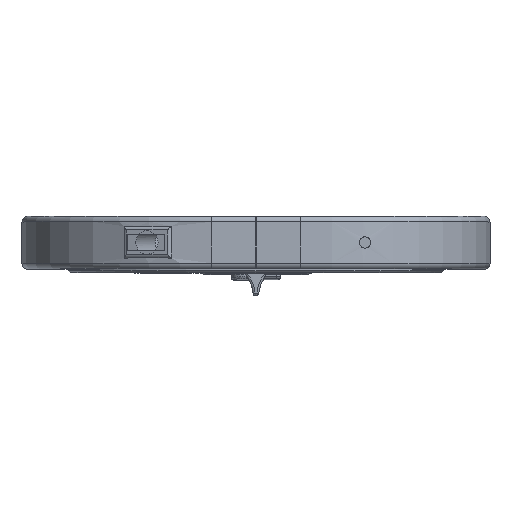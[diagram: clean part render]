
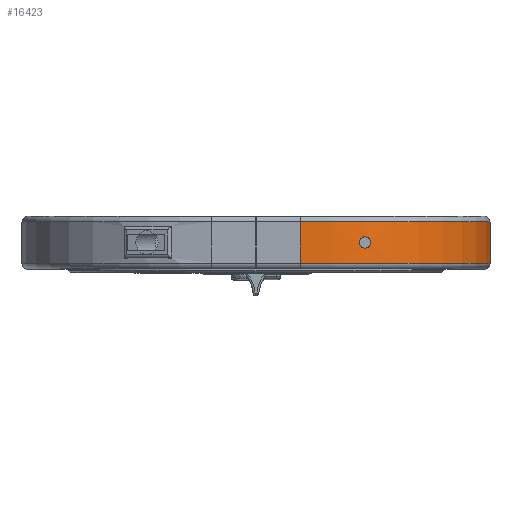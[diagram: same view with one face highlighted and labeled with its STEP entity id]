
A CAD part, top view. The second image highlights one B-rep face of the part: STEP entity #16423.
In plain terms, the highlighted cylindrical face has radius 100.8 mm (diameter 201.6 mm), a partial arc.
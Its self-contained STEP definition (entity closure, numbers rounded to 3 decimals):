
#176=FACE_BOUND('',#5458,.T.);
#1408=LINE('',#27302,#2827);
#1412=LINE('',#27311,#2831);
#2827=VECTOR('',#20658,1000.);
#2831=VECTOR('',#20664,1000.);
#3850=CYLINDRICAL_SURFACE('',#17842,100.8);
#4439=FACE_OUTER_BOUND('',#5457,.T.);
#5457=EDGE_LOOP('',(#13078,#13079,#13080,#13081));
#5458=EDGE_LOOP('',(#13082));
#6202=B_SPLINE_CURVE_WITH_KNOTS('',3,(#27191,#27192,#27193,#27194,#27195,
#27196,#27197,#27198,#27199,#27200,#27201,#27202,#27203,#27204,#27205,#27206,
#27207,#27208,#27209,#27210,#27211,#27212,#27213,#27214,#27215,#27216,#27217,
#27218,#27219,#27220,#27221,#27222,#27223,#27224),.UNSPECIFIED.,.T.,.F.,
(4,2,2,2,2,2,2,2,2,2,2,2,2,2,2,2,4),(0.,0.114,0.229,
0.347,0.465,0.587,0.708,
0.821,0.933,1.046,1.159,1.28,
1.401,1.521,1.641,1.754,1.867),
 .UNSPECIFIED.);
#6731=CIRCLE('',#17843,100.8);
#6732=CIRCLE('',#17844,100.8);
#7684=VERTEX_POINT('',#27190);
#7710=VERTEX_POINT('',#27299);
#7711=VERTEX_POINT('',#27301);
#7714=VERTEX_POINT('',#27308);
#7715=VERTEX_POINT('',#27310);
#9572=EDGE_CURVE('',#7684,#7684,#6202,.T.);
#9610=EDGE_CURVE('',#7711,#7710,#1408,.T.);
#9614=EDGE_CURVE('',#7714,#7715,#1412,.T.);
#9700=EDGE_CURVE('',#7714,#7711,#6731,.T.);
#9701=EDGE_CURVE('',#7710,#7715,#6732,.T.);
#13078=ORIENTED_EDGE('',*,*,#9614,.F.);
#13079=ORIENTED_EDGE('',*,*,#9700,.T.);
#13080=ORIENTED_EDGE('',*,*,#9610,.T.);
#13081=ORIENTED_EDGE('',*,*,#9701,.T.);
#13082=ORIENTED_EDGE('',*,*,#9572,.T.);
#16423=ADVANCED_FACE('',(#4439,#176),#3850,.T.);
#17842=AXIS2_PLACEMENT_3D('',#27476,#20822,#20823);
#17843=AXIS2_PLACEMENT_3D('',#27477,#20824,#20825);
#17844=AXIS2_PLACEMENT_3D('',#27478,#20826,#20827);
#20658=DIRECTION('',(0.,-1.,0.));
#20664=DIRECTION('',(0.,-1.,0.));
#20822=DIRECTION('center_axis',(0.,-1.,0.));
#20823=DIRECTION('ref_axis',(0.,0.,-1.));
#20824=DIRECTION('center_axis',(0.,-1.,0.));
#20825=DIRECTION('ref_axis',(0.,0.,1.));
#20826=DIRECTION('center_axis',(0.,1.,0.));
#20827=DIRECTION('ref_axis',(0.,0.,1.));
#27190=CARTESIAN_POINT('',(-54.817,14.,-5.021));
#27191=CARTESIAN_POINT('Ctrl Pts',(-54.817,14.,-5.021));
#27192=CARTESIAN_POINT('Ctrl Pts',(-54.817,13.619,-5.021));
#27193=CARTESIAN_POINT('Ctrl Pts',(-54.894,13.214,-5.046));
#27194=CARTESIAN_POINT('Ctrl Pts',(-55.203,12.475,-5.148));
#27195=CARTESIAN_POINT('Ctrl Pts',(-55.434,12.141,-5.225));
#27196=CARTESIAN_POINT('Ctrl Pts',(-55.967,11.607,-5.406));
#27197=CARTESIAN_POINT('Ctrl Pts',(-56.308,11.376,-5.522));
#27198=CARTESIAN_POINT('Ctrl Pts',(-57.048,11.073,-5.781));
#27199=CARTESIAN_POINT('Ctrl Pts',(-57.446,11.,-5.923));
#27200=CARTESIAN_POINT('Ctrl Pts',(-58.197,11.,-6.196));
#27201=CARTESIAN_POINT('Ctrl Pts',(-58.602,11.076,-6.346));
#27202=CARTESIAN_POINT('Ctrl Pts',(-59.351,11.39,-6.628));
#27203=CARTESIAN_POINT('Ctrl Pts',(-59.694,11.628,-6.76));
#27204=CARTESIAN_POINT('Ctrl Pts',(-60.219,12.167,-6.965));
#27205=CARTESIAN_POINT('Ctrl Pts',(-60.443,12.497,-7.053));
#27206=CARTESIAN_POINT('Ctrl Pts',(-60.742,13.226,-7.172));
#27207=CARTESIAN_POINT('Ctrl Pts',(-60.817,13.624,-7.202));
#27208=CARTESIAN_POINT('Ctrl Pts',(-60.817,14.376,-7.202));
#27209=CARTESIAN_POINT('Ctrl Pts',(-60.742,14.774,-7.172));
#27210=CARTESIAN_POINT('Ctrl Pts',(-60.443,15.503,-7.053));
#27211=CARTESIAN_POINT('Ctrl Pts',(-60.219,15.833,-6.965));
#27212=CARTESIAN_POINT('Ctrl Pts',(-59.694,16.372,-6.76));
#27213=CARTESIAN_POINT('Ctrl Pts',(-59.351,16.61,-6.628));
#27214=CARTESIAN_POINT('Ctrl Pts',(-58.602,16.924,-6.346));
#27215=CARTESIAN_POINT('Ctrl Pts',(-58.197,17.,-6.196));
#27216=CARTESIAN_POINT('Ctrl Pts',(-57.441,17.,-5.921));
#27217=CARTESIAN_POINT('Ctrl Pts',(-57.037,16.925,-5.777));
#27218=CARTESIAN_POINT('Ctrl Pts',(-56.289,16.613,-5.516));
#27219=CARTESIAN_POINT('Ctrl Pts',(-55.945,16.376,-5.398));
#27220=CARTESIAN_POINT('Ctrl Pts',(-55.417,15.837,-5.22));
#27221=CARTESIAN_POINT('Ctrl Pts',(-55.192,15.505,-5.145));
#27222=CARTESIAN_POINT('Ctrl Pts',(-54.892,14.774,-5.046));
#27223=CARTESIAN_POINT('Ctrl Pts',(-54.817,14.375,-5.021));
#27224=CARTESIAN_POINT('Ctrl Pts',(-54.817,14.,-5.021));
#27299=CARTESIAN_POINT('',(-104.8,3.,-160.253));
#27301=CARTESIAN_POINT('',(-104.8,25.,-160.253));
#27302=CARTESIAN_POINT('',(-104.8,28.,-160.253));
#27308=CARTESIAN_POINT('',(-23.4,25.,0.));
#27310=CARTESIAN_POINT('',(-23.4,3.,0.));
#27311=CARTESIAN_POINT('',(-23.4,28.,0.));
#27476=CARTESIAN_POINT('Origin',(-23.4,28.,-100.8));
#27477=CARTESIAN_POINT('Origin',(-23.4,25.,-100.8));
#27478=CARTESIAN_POINT('Origin',(-23.4,3.,-100.8));
